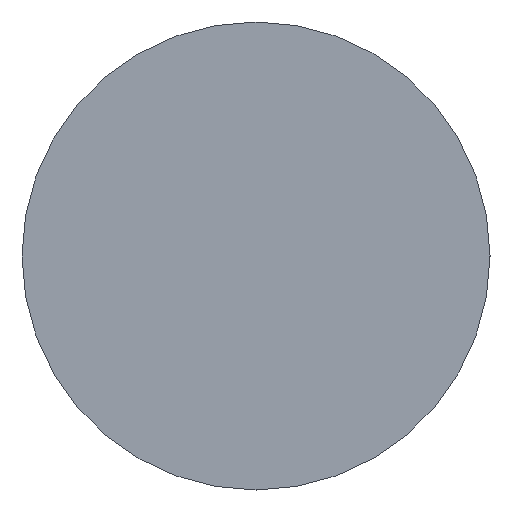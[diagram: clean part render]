
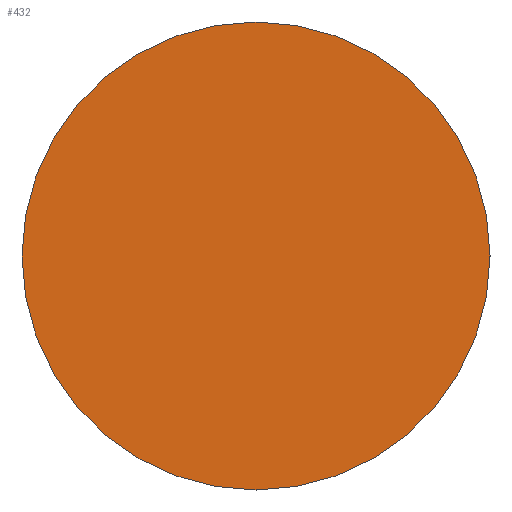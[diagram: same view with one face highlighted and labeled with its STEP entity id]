
A CAD part, front view. The second image highlights one B-rep face of the part: STEP entity #432.
In plain terms, the highlighted planar face has unit normal (0, -1, 0).
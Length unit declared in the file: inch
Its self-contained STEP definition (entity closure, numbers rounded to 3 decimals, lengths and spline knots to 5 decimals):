
#80 = PLANE ( 'NONE',  #212 ) ;
#83 = DIRECTION ( 'NONE',  ( 0., 0., -1. ) ) ;
#84 = AXIS2_PLACEMENT_3D ( 'NONE', #286, #328, #83 ) ;
#101 = CARTESIAN_POINT ( 'NONE',  ( 0., 0., 0.375 ) ) ;
#102 = CARTESIAN_POINT ( 'NONE',  ( 0., 0., 0. ) ) ;
#146 = ORIENTED_EDGE ( 'NONE', *, *, #413, .T. ) ;
#154 = VERTEX_POINT ( 'NONE', #101 ) ;
#174 = DIRECTION ( 'NONE',  ( 0., 0., -1. ) ) ;
#178 = DIRECTION ( 'NONE',  ( 0., -1., 0. ) ) ;
#192 = EDGE_LOOP ( 'NONE', ( #227, #146 ) ) ;
#207 = CARTESIAN_POINT ( 'NONE',  ( 0., 0., 0. ) ) ;
#209 = DIRECTION ( 'NONE',  ( 0., -1., 0. ) ) ;
#212 = AXIS2_PLACEMENT_3D ( 'NONE', #207, #178, #350 ) ;
#227 = ORIENTED_EDGE ( 'NONE', *, *, #260, .T. ) ;
#230 = CIRCLE ( 'NONE', #345, 0.375 ) ;
#244 = CIRCLE ( 'NONE', #84, 0.375 ) ;
#260 = EDGE_CURVE ( 'NONE', #376, #154, #244, .T. ) ;
#286 = CARTESIAN_POINT ( 'NONE',  ( 0., 0., 0. ) ) ;
#328 = DIRECTION ( 'NONE',  ( 0., -1., 0. ) ) ;
#345 = AXIS2_PLACEMENT_3D ( 'NONE', #102, #209, #174 ) ;
#350 = DIRECTION ( 'NONE',  ( 0., 0., -1. ) ) ;
#357 = CARTESIAN_POINT ( 'NONE',  ( 0., 0., -0.375 ) ) ;
#376 = VERTEX_POINT ( 'NONE', #357 ) ;
#409 = FACE_OUTER_BOUND ( 'NONE', #192, .T. ) ;
#413 = EDGE_CURVE ( 'NONE', #154, #376, #230, .T. ) ;
#432 = ADVANCED_FACE ( 'NONE', ( #409 ), #80, .T. ) ;
